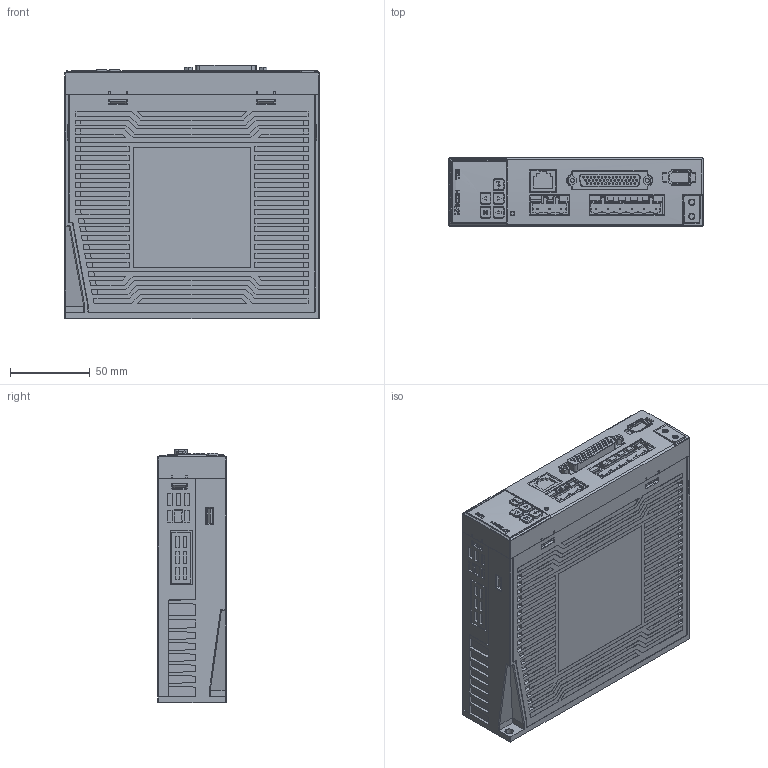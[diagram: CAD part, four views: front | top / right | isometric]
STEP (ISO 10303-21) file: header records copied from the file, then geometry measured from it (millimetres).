
FILE_DESCRIPTION((''),'2;1');
FILE_NAME('P0088-1_2_1','2021-04-30T18:29:34',('Administrator'),(''),'CREO PARAMETRIC BY PTC INC, 2018050','CREO PARAMETRIC BY PTC INC, 2018050','');
FILE_SCHEMA(('CONFIG_CONTROL_DESIGN'));
Products named in the file (1): P0088-1_2_1
Bounding box: 160 x 43 x 159.5 mm (x, y, z)
Volume: 1045349.3 mm3; surface area: 100059.6 mm2
Topology: 1 solids, 11 shells, 2846 faces, 7525 edges, 4944 vertices
Faces by surface type: plane 1942, cylinder 705, cone 96, bspline 38, torus 38, extrusion 26, sphere 1
Entity records: 91724 total; most frequent: CARTESIAN_POINT 21911, ORIENTED_EDGE 15048, DIRECTION 13327, EDGE_CURVE 7524, VECTOR 5545, LINE 5519, VERTEX_POINT 4944, AXIS2_PLACEMENT_3D 3891
